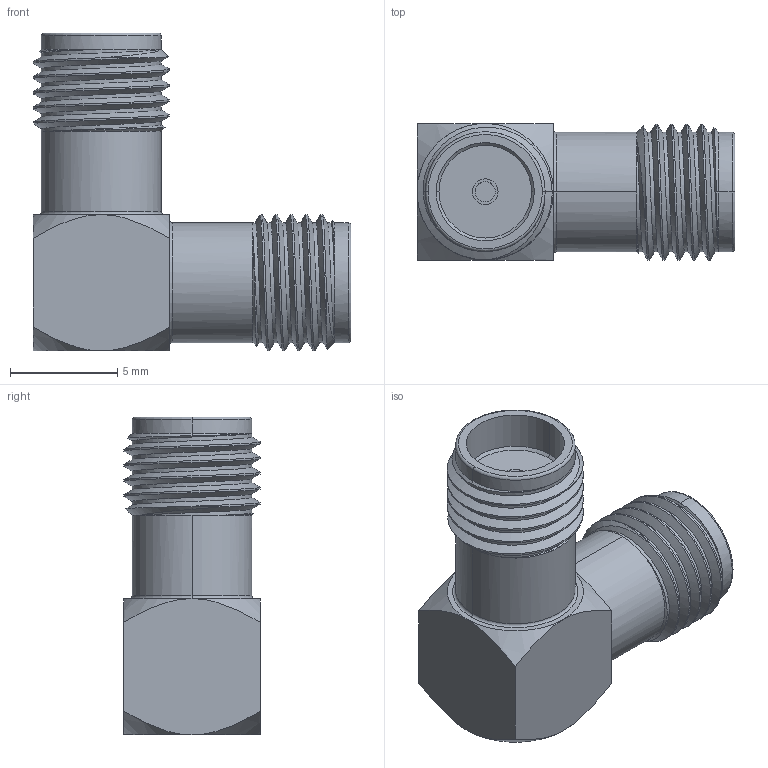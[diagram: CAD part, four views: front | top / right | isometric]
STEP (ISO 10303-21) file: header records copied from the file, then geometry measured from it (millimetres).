
FILE_DESCRIPTION (( 'STEP AP203' ), '1' );
FILE_NAME ('PE9485.step', '2018-07-16T17:21:10', ( '' ), ( '' ), 'SwSTEP 2.0', 'SolidWorks 2017', '' );
FILE_SCHEMA (( 'CONFIG_CONTROL_DESIGN' ));
Length unit declared in the file: inch
Products named in the file (1): PE9485
Bounding box: 14.81 x 6.35 x 14.81 mm (x, y, z)
Volume: 618.3 mm3; surface area: 687.4 mm2
Topology: 1 solids, 1 shells, 92 faces, 212 edges, 130 vertices
Faces by surface type: cylinder 40, cone 24, plane 14, torus 8, bspline 6
Entity records: 4859 total; most frequent: CARTESIAN_POINT 2895, ORIENTED_EDGE 424, DIRECTION 360, EDGE_CURVE 212, AXIS2_PLACEMENT_3D 153, VERTEX_POINT 130, EDGE_LOOP 100, ADVANCED_FACE 92
